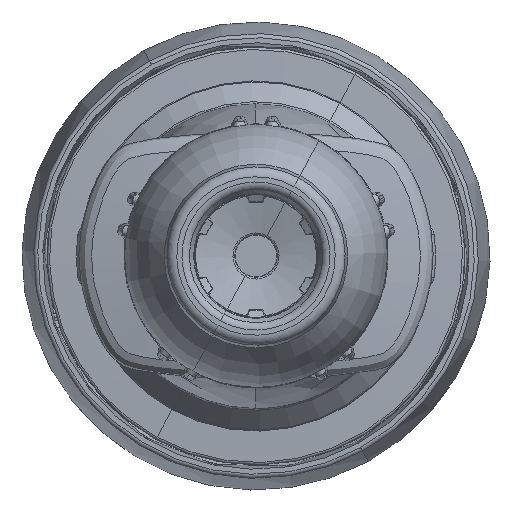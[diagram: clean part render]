
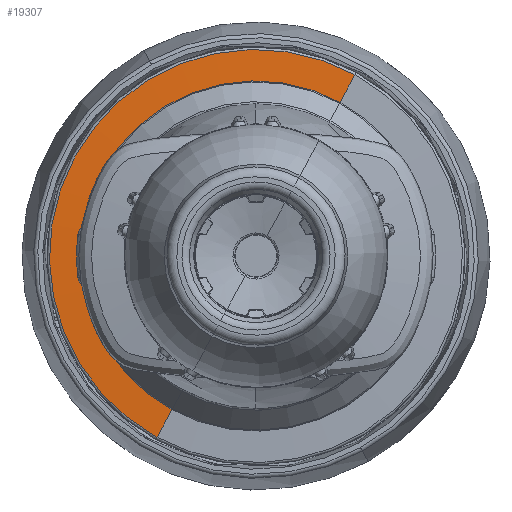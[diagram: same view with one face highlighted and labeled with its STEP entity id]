
A CAD part, left-side view. The second image highlights one B-rep face of the part: STEP entity #19307.
In plain terms, the highlighted conical face has half-angle 88 degrees and reference radius 20.954 mm.
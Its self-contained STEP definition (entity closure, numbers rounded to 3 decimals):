
#18950=AXIS2_PLACEMENT_3D('Circle Axis2P3D',#18948,#18949,$) ;
#19280=AXIS2_PLACEMENT_3D('Cone Axis2P3D',#19277,#19278,#19279) ;
#19291=AXIS2_PLACEMENT_3D('Circle Axis2P3D',#19289,#19290,$) ;
#18945=CARTESIAN_POINT('Vertex',(-15.737,11.847,-21.685)) ;
#18948=CARTESIAN_POINT('Axis2P3D Location',(-15.737,0.,0.)) ;
#18952=CARTESIAN_POINT('Vertex',(-15.737,-11.847,21.685)) ;
#19277=CARTESIAN_POINT('Axis2P3D Location',(-15.868,0.,0.)) ;
#19282=CARTESIAN_POINT('Line Origine',(-15.798,11.016,-20.164)) ;
#19286=CARTESIAN_POINT('Vertex',(-15.868,10.046,-18.389)) ;
#19289=CARTESIAN_POINT('Axis2P3D Location',(-15.868,0.,0.)) ;
#19293=CARTESIAN_POINT('Vertex',(-15.868,-10.046,18.389)) ;
#19296=CARTESIAN_POINT('Line Origine',(-15.798,-11.016,20.164)) ;
#18949=DIRECTION('Axis2P3D Direction',(-1.,-0.,0.)) ;
#19278=DIRECTION('Axis2P3D Direction',(1.,0.,0.)) ;
#19279=DIRECTION('Axis2P3D XDirection',(0.,-0.479,0.878)) ;
#19283=DIRECTION('Vector Direction',(0.035,0.479,-0.877)) ;
#19290=DIRECTION('Axis2P3D Direction',(1.,0.,0.)) ;
#19297=DIRECTION('Vector Direction',(0.035,-0.479,0.877)) ;
#19284=VECTOR('Line Direction',#19283,1.) ;
#19298=VECTOR('Line Direction',#19297,1.) ;
#19302=ORIENTED_EDGE('',*,*,#19288,.F.) ;
#19303=ORIENTED_EDGE('',*,*,#19295,.T.) ;
#19304=ORIENTED_EDGE('',*,*,#19300,.T.) ;
#19305=ORIENTED_EDGE('',*,*,#18954,.F.) ;
#19307=ADVANCED_FACE('PartBody',(#19306),#19281,.T.) ;
#18951=CIRCLE('generated circle',#18950,24.71) ;
#19292=CIRCLE('generated circle',#19291,20.954) ;
#19281=CONICAL_SURFACE('Cone',#19280,20.954,1.536) ;
#18954=EDGE_CURVE('',#18946,#18953,#18951,.F.) ;
#19288=EDGE_CURVE('',#19287,#18946,#19285,.T.) ;
#19295=EDGE_CURVE('',#19287,#19294,#19292,.T.) ;
#19300=EDGE_CURVE('',#19294,#18953,#19299,.T.) ;
#19301=EDGE_LOOP('',(#19302,#19303,#19304,#19305)) ;
#19306=FACE_OUTER_BOUND('',#19301,.T.) ;
#19285=LINE('Line',#19282,#19284) ;
#19299=LINE('Line',#19296,#19298) ;
#18946=VERTEX_POINT('',#18945) ;
#18953=VERTEX_POINT('',#18952) ;
#19287=VERTEX_POINT('',#19286) ;
#19294=VERTEX_POINT('',#19293) ;
